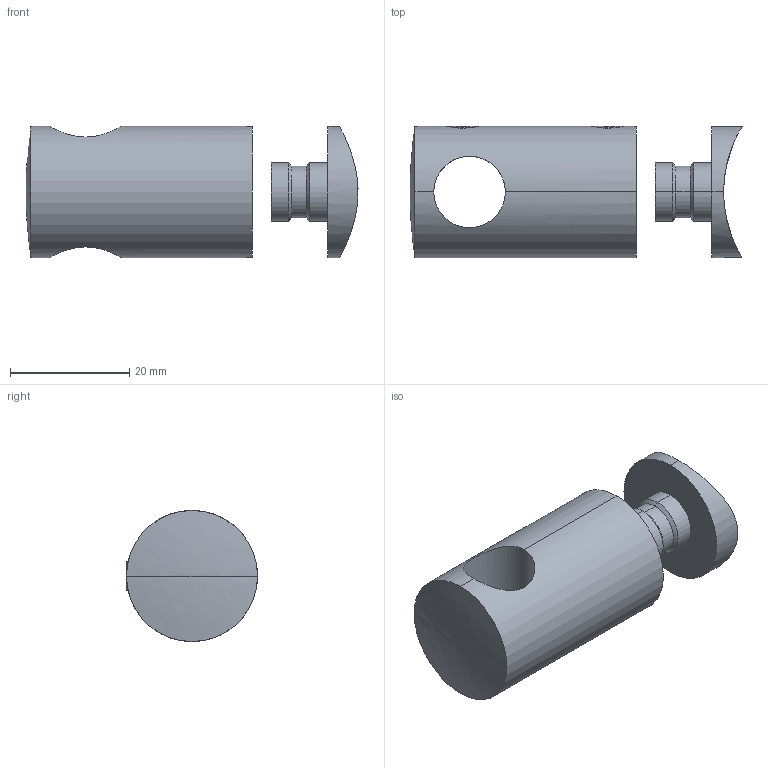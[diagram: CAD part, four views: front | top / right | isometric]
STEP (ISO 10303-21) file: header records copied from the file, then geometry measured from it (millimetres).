
FILE_DESCRIPTION (( 'STEP AP203' ), '1' );
FILE_NAME ('3D_GT3412_Flach x12_188733410.STEP', '2024-10-21T10:02:02', ( '' ), ( '' ), 'SwSTEP 2.0', 'SolidWorks 2023', '' );
FILE_SCHEMA (( 'CONFIG_CONTROL_DESIGN' ));
Length unit declared in the file: millimetre
Products named in the file (1): 3D_GT3412_Flach x12_188733410
Bounding box: 55.73 x 22 x 22 mm (x, y, z)
Volume: 12410.1 mm3; surface area: 5704.6 mm2
Topology: 2 solids, 2 shells, 76 faces, 171 edges, 103 vertices
Faces by surface type: cylinder 29, plane 22, bspline 10, cone 10, torus 5
Entity records: 6774 total; most frequent: CARTESIAN_POINT 5090, ORIENTED_EDGE 338, DIRECTION 312, EDGE_CURVE 169, AXIS2_PLACEMENT_3D 122, VERTEX_POINT 103, EDGE_LOOP 86, ADVANCED_FACE 76
